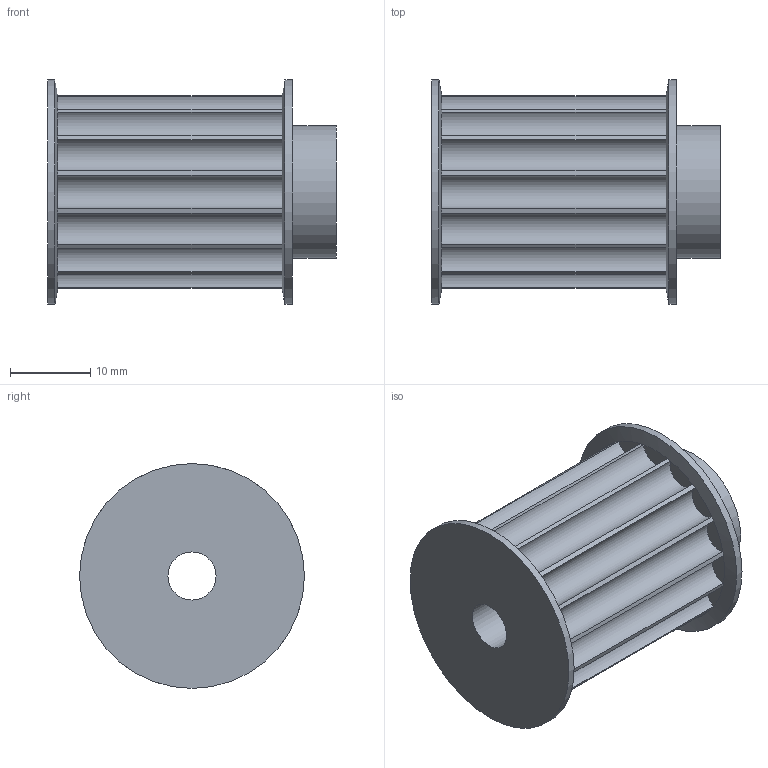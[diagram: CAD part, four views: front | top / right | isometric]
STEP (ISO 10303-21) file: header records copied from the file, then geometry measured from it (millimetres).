
FILE_DESCRIPTION( ( 'STEP AP214' ), '1' );
FILE_NAME( 'HTD-Zrr_6_17241600_2_14.stp', ' ', ( ' ' ), ( ' ' ), 'PSStep 15.0.47', 'PARTsolutions', ' ' );
FILE_SCHEMA( ( 'AUTOMOTIVE_DESIGN { 1 0 10303 214 1 1 1 1 }' ) );
Length unit declared in the file: millimetre
Products named in the file (1): _HTD-Zrr 6 17241600
Bounding box: 36 x 28 x 28 mm (x, y, z)
Volume: 11559.4 mm3; surface area: 5889.6 mm2
Topology: 1 solids, 1 shells, 74 faces, 146 edges, 75 vertices
Faces by surface type: cylinder 36, plane 35, cone 3
Full cylindrical faces by diameter (mm): 6 x1, 16.5 x1, 28 x2
Entity records: 2438 total; most frequent: DIRECTION 392, CARTESIAN_POINT 285, ORIENTED_EDGE 274, AXIS2_PLACEMENT_3D 180, EDGE_CURVE 137, CIRCLE 105, EDGE_LOOP 84, FACE_OUTER_BOUND 78
